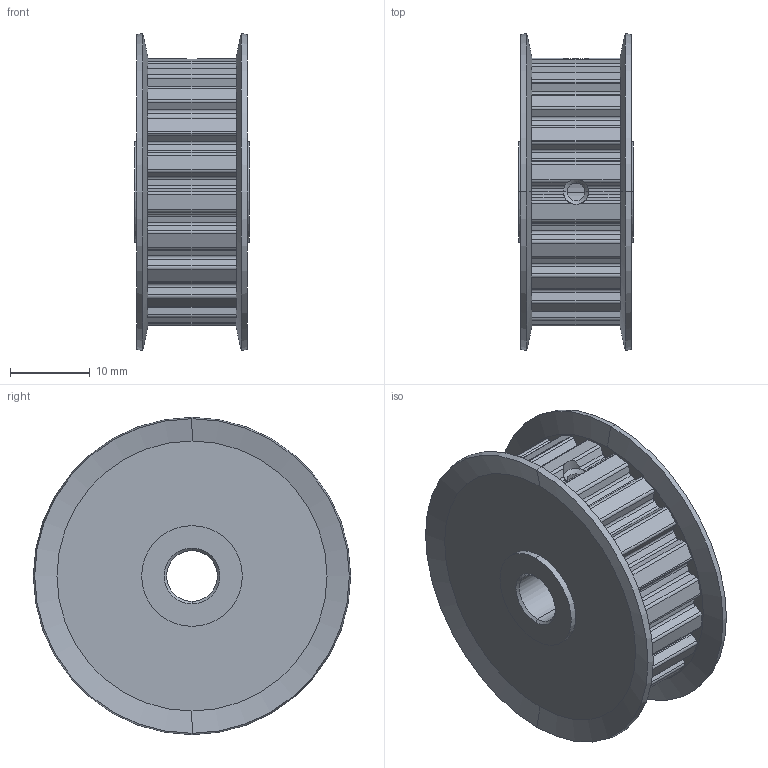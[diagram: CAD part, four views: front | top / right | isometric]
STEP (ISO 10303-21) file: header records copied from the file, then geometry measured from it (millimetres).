
FILE_DESCRIPTION (( 'STEP AP214' ), '1' );
FILE_NAME ('APB21XL037AF-250.step', '2015-04-08T21:03:58', ( '' ), ( '' ), 'SwSTEP 2.0', 'SolidWorks 2014', '' );
FILE_SCHEMA (( 'AUTOMOTIVE_DESIGN' ));
Length unit declared in the file: inch
Products named in the file (1): APB21XL037AF-250
Bounding box: 14.3 x 39.7 x 39.7 mm (x, y, z)
Volume: 10751.6 mm3; surface area: 5450.6 mm2
Topology: 1 solids, 1 shells, 233 faces, 670 edges, 440 vertices
Faces by surface type: cylinder 141, plane 72, cone 20
Entity records: 7888 total; most frequent: CARTESIAN_POINT 1545, DIRECTION 1377, ORIENTED_EDGE 1340, EDGE_CURVE 670, AXIS2_PLACEMENT_3D 512, VERTEX_POINT 440, VECTOR 353, LINE 353
